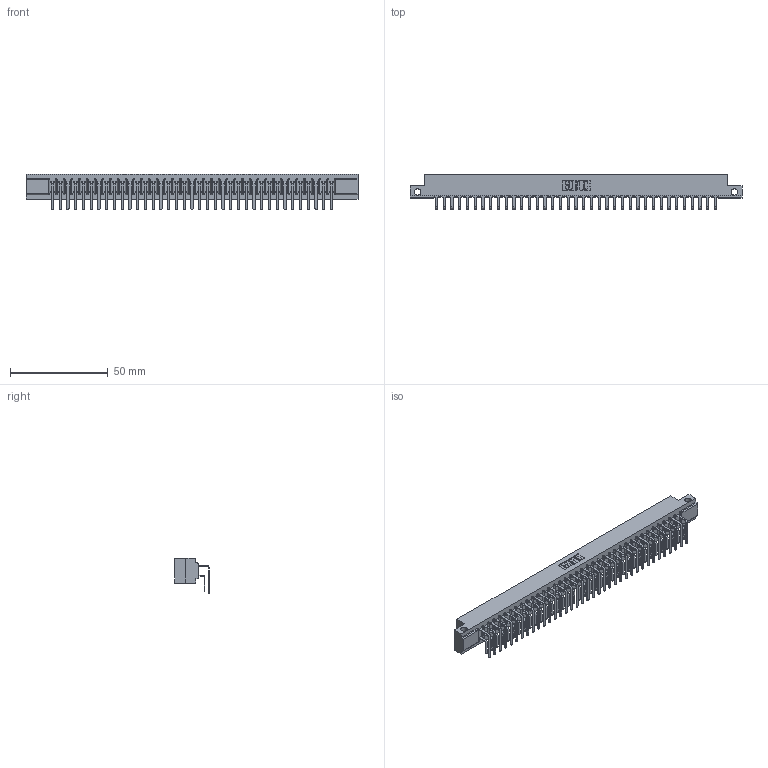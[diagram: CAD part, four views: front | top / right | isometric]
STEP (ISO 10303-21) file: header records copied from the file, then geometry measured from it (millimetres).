
FILE_DESCRIPTION (( 'STEP AP203' ), '1' );
FILE_NAME ('357-037-559-112.STEP', '2018-08-10T07:39:01', ( '' ), ( '' ), 'SwSTEP 2.0', 'SolidWorks 2016', '' );
FILE_SCHEMA (( 'CONFIG_CONTROL_DESIGN' ));
Length unit declared in the file: inch
Products named in the file (4): 307-290-001_559 - 2 (Single); 357-037-559-112; 307 Part_.128 Dia Side Mounting Holes; 307-290-001_558 559 - 1 (Single)
Assembly tree (75 placements, depth 2):
  357-037-559-112
    307 Part_.128 Dia Side Mounting Holes
    307-290-001_558 559 - 1 (Single)  x37
    307-290-001_559 - 2 (Single)  x37
Bounding box: 169.62 x 17.69 x 18.07 mm (x, y, z)
Volume: 18187.7 mm3; surface area: 24049.5 mm2
Topology: 75 solids, 75 shells, 3856 faces, 10831 edges, 7018 vertices
Faces by surface type: plane 2512, cylinder 1268, sphere 76
Entity records: 34969 total; most frequent: CARTESIAN_POINT 5723, ORIENTED_EDGE 5670, DIRECTION 5607, EDGE_CURVE 2835, LINE 2171, VECTOR 2171, VERTEX_POINT 1834, AXIS2_PLACEMENT_3D 1718
